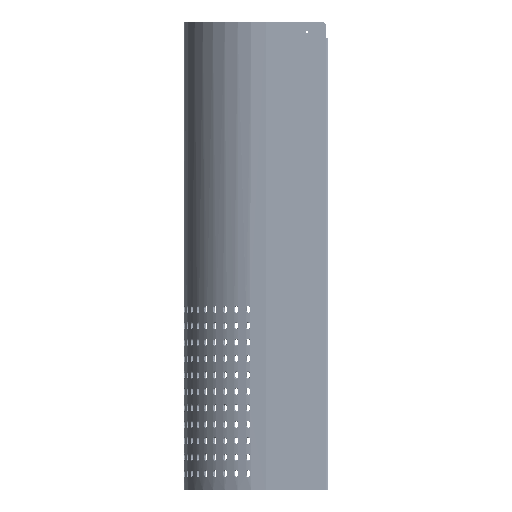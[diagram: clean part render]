
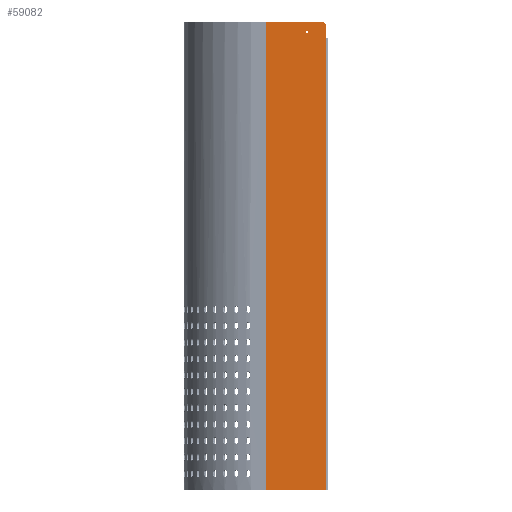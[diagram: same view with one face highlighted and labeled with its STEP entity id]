
A CAD part, left-side view. The second image highlights one B-rep face of the part: STEP entity #59082.
In plain terms, the highlighted planar face has unit normal (-1, 0, 0).
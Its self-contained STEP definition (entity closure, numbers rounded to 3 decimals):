
#652=FACE_BOUND('',#9654,.T.);
#682=CIRCLE('',#60196,1.25);
#687=CIRCLE('',#60205,5.);
#1792=PLANE('',#60229);
#5401=FACE_OUTER_BOUND('',#9653,.T.);
#9653=EDGE_LOOP('',(#52870,#52871,#52872,#52873,#52874,#52875,#52876));
#9654=EDGE_LOOP('',(#52877));
#9694=LINE('',#67103,#13964);
#13912=LINE('',#200539,#18182);
#13925=LINE('',#200578,#18195);
#13930=LINE('',#200591,#18200);
#13931=LINE('',#200594,#18201);
#13932=LINE('',#200595,#18202);
#13964=VECTOR('',#60274,570.);
#18182=VECTOR('',#66686,15.);
#18195=VECTOR('',#66731,0.607);
#18200=VECTOR('',#66744,550.);
#18201=VECTOR('',#66749,68.393);
#18202=VECTOR('',#66750,74.);
#22417=VERTEX_POINT('',#67101);
#22418=VERTEX_POINT('',#67102);
#27464=VERTEX_POINT('',#200493);
#27476=VERTEX_POINT('',#200523);
#27477=VERTEX_POINT('',#200525);
#27481=VERTEX_POINT('',#200538);
#27487=VERTEX_POINT('',#200561);
#27495=VERTEX_POINT('',#200590);
#27519=EDGE_CURVE('',#22417,#22418,#9694,.T.);
#35914=EDGE_CURVE('',#27464,#27464,#682,.T.);
#35929=EDGE_CURVE('',#27476,#27477,#687,.T.);
#35936=EDGE_CURVE('',#27481,#27477,#13912,.T.);
#35957=EDGE_CURVE('',#27487,#27481,#13925,.T.);
#35963=EDGE_CURVE('',#27487,#27495,#13930,.T.);
#35965=EDGE_CURVE('',#22417,#27476,#13931,.T.);
#35966=EDGE_CURVE('',#22418,#27495,#13932,.T.);
#52870=ORIENTED_EDGE('',*,*,#35929,.F.);
#52871=ORIENTED_EDGE('',*,*,#35965,.F.);
#52872=ORIENTED_EDGE('',*,*,#27519,.T.);
#52873=ORIENTED_EDGE('',*,*,#35966,.T.);
#52874=ORIENTED_EDGE('',*,*,#35963,.F.);
#52875=ORIENTED_EDGE('',*,*,#35957,.T.);
#52876=ORIENTED_EDGE('',*,*,#35936,.T.);
#52877=ORIENTED_EDGE('',*,*,#35914,.T.);
#59082=ADVANCED_FACE('',(#5401,#652),#1792,.T.);
#60196=AXIS2_PLACEMENT_3D('',#200494,#66646,#66647);
#60205=AXIS2_PLACEMENT_3D('',#200526,#66674,#66675);
#60229=AXIS2_PLACEMENT_3D('',#200593,#66747,#66748);
#60274=DIRECTION('',(0.,0.,-1.));
#66646=DIRECTION('center_axis',(1.,0.,0.));
#66647=DIRECTION('ref_axis',(0.,1.,0.));
#66674=DIRECTION('center_axis',(1.,0.,0.));
#66675=DIRECTION('ref_axis',(0.,-0.707,0.707));
#66686=DIRECTION('',(0.,0.,1.));
#66731=DIRECTION('',(0.,1.,0.));
#66744=DIRECTION('',(0.,0.,-1.));
#66747=DIRECTION('center_axis',(-1.,0.,0.));
#66748=DIRECTION('ref_axis',(0.,1.,0.));
#66749=DIRECTION('',(0.,-1.,0.));
#66750=DIRECTION('',(0.,-1.,0.));
#67101=CARTESIAN_POINT('',(-100.,75.,570.));
#67102=CARTESIAN_POINT('',(-100.,75.,0.));
#67103=CARTESIAN_POINT('',(-100.,75.,285.));
#200493=CARTESIAN_POINT('',(-100.,23.357,557.5));
#200494=CARTESIAN_POINT('Origin',(-100.,24.607,557.5));
#200523=CARTESIAN_POINT('',(-100.,6.607,570.));
#200525=CARTESIAN_POINT('',(-100.,1.607,565.));
#200526=CARTESIAN_POINT('Origin',(-100.,6.607,565.));
#200538=CARTESIAN_POINT('',(-100.,1.607,550.));
#200539=CARTESIAN_POINT('',(-100.,1.607,275.));
#200561=CARTESIAN_POINT('',(-100.,1.,550.));
#200578=CARTESIAN_POINT('',(-100.,-47.393,550.));
#200590=CARTESIAN_POINT('',(-100.,1.,0.));
#200591=CARTESIAN_POINT('',(-100.,1.,285.));
#200593=CARTESIAN_POINT('Origin',(-100.,-47.393,0.));
#200594=CARTESIAN_POINT('',(-100.,496.411,570.));
#200595=CARTESIAN_POINT('',(-100.,496.411,0.));
